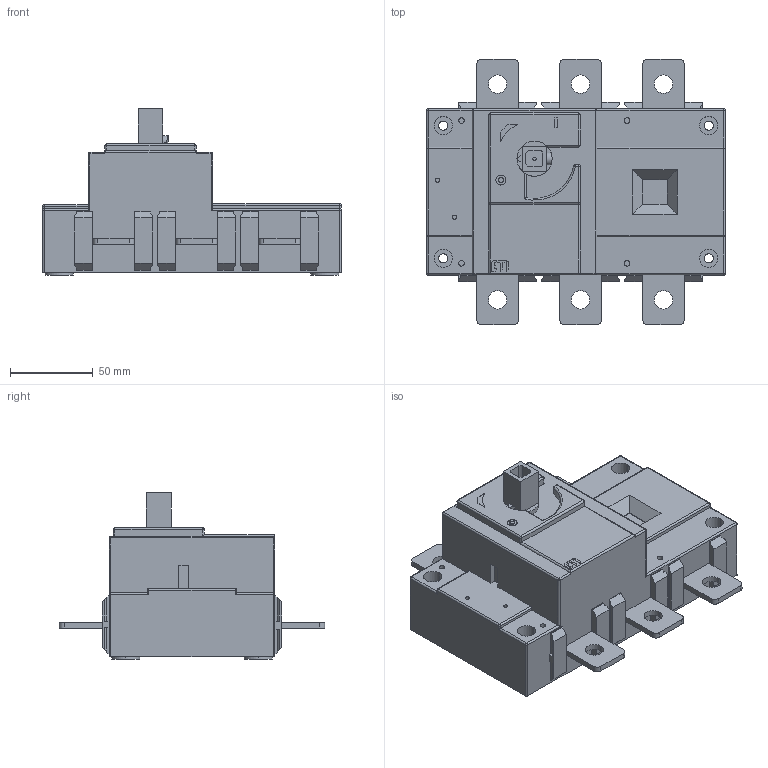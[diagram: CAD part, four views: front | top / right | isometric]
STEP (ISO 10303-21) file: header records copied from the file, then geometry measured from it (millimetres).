
FILE_DESCRIPTION((''),'2;1');
FILE_NAME('004661451_LBS_250_3P_ASM_1_1_ASM','2021-12-03T',('marketing.praksa'),('Audax d.o.o.'),'CREO PARAMETRIC BY PTC INC, 2017480','CREO PARAMETRIC BY PTC INC, 2017480','');
FILE_SCHEMA(('AUTOMOTIVE_DESIGN { 1 0 10303 214 1 1 1 1 }'));
Length unit declared in the file: millimetre
Products named in the file (15): 26003026_1_1_1_1; PRT7156_1_1_1; PRT7156_1_2_1; PRT7156_1_3_1; PRT7156_1_ASM_1_ASM; PRT7154_1_1_1_1; PRT7154_1_2_1_1; PRT7154_1_3_1_1; PRT7154_1_4_1_1; PRT7154_1_5_1_1; PRT7154_1_6_1_1; PRT7154_1_ASM_1_1_ASM; NP_1_1_1; PRT7157_1_1_1_1; 004661451_LBS_250_3P_ASM_1_1_ASM
Assembly tree (14 placements, depth 3):
  004661451_LBS_250_3P_ASM_1_1_ASM
    26003026_1_1_1_1
    PRT7156_1_ASM_1_ASM
      PRT7156_1_1_1
      PRT7156_1_2_1
      PRT7156_1_3_1
    PRT7154_1_ASM_1_1_ASM
      PRT7154_1_1_1_1
      PRT7154_1_2_1_1
      PRT7154_1_3_1_1
      PRT7154_1_4_1_1
      PRT7154_1_5_1_1
      PRT7154_1_6_1_1
    NP_1_1_1
    PRT7157_1_1_1_1
Bounding box: 180 x 160 x 100.1 mm (x, y, z)
Volume: 998903.7 mm3; surface area: 98772.8 mm2
Topology: 12 solids, 12 shells, 497 faces, 1267 edges, 811 vertices
Faces by surface type: plane 301, cylinder 176, sphere 19, torus 1
Entity records: 20967 total; most frequent: CARTESIAN_POINT 2760, DIRECTION 2651, ORIENTED_EDGE 2496, PRESENTATION_STYLE_ASSIGNMENT 1354, STYLED_ITEM 1354, CURVE_STYLE 1248, EDGE_CURVE 1248, AXIS2_PLACEMENT_3D 885
